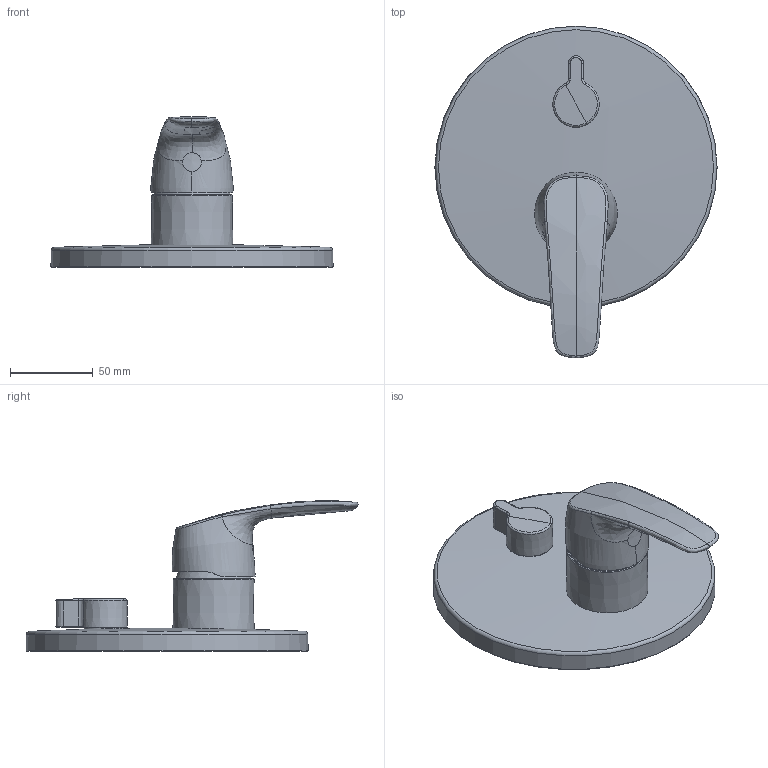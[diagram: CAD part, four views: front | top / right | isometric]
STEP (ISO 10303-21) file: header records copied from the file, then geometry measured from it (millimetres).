
FILE_DESCRIPTION (( 'STEP AP203' ), '1' );
FILE_NAME ('1044C(2017)+85269183+85283083.STEP', '2017-03-09T05:41:30', ( '' ), ( '' ), 'SwSTEP 2.0', 'SolidWorks 2016', '' );
FILE_SCHEMA (( 'CONFIG_CONTROL_DESIGN' ));
Length unit declared in the file: millimetre
Products named in the file (1): 1044C(2017)+85269183+85283083
Bounding box: 170 x 200.01 x 90.94 mm (x, y, z)
Volume: 443638.4 mm3; surface area: 68360.4 mm2
Topology: 1 solids, 1 shells, 59 faces, 143 edges, 91 vertices
Faces by surface type: bspline 24, plane 10, torus 9, cylinder 8, sphere 4, cone 4
Full cylindrical faces by diameter (mm): 23.726 x1
Entity records: 10103 total; most frequent: CARTESIAN_POINT 8917, ORIENTED_EDGE 264, DIRECTION 149, EDGE_CURVE 132, VERTEX_POINT 87, B_SPLINE_CURVE_WITH_KNOTS 87, EDGE_LOOP 71, AXIS2_PLACEMENT_3D 68
